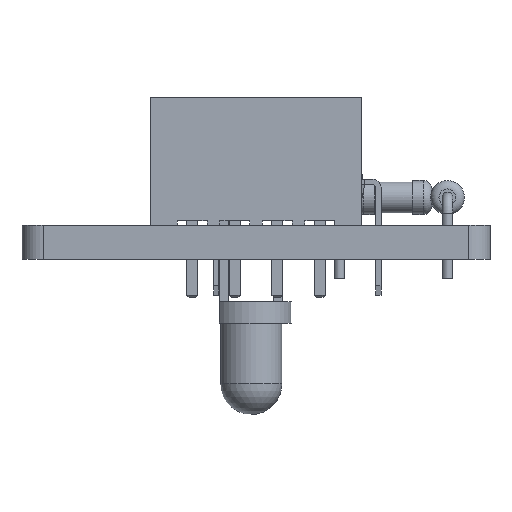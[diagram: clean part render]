
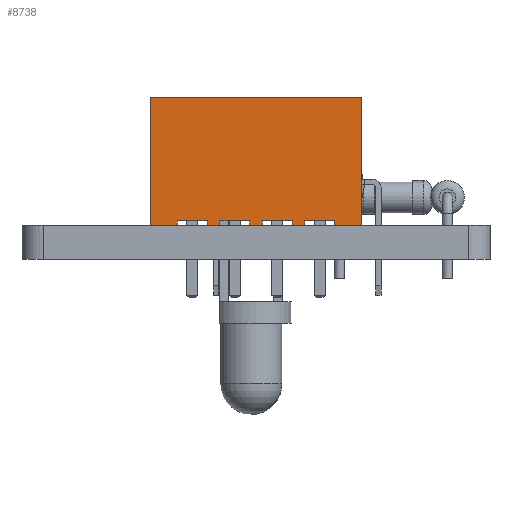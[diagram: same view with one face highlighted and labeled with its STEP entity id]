
A CAD part, left-side view. The second image highlights one B-rep face of the part: STEP entity #8738.
In plain terms, the highlighted face is planar.
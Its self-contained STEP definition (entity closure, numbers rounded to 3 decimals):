
#7446 = VERTEX_POINT('',#7447);
#7447 = CARTESIAN_POINT('',(5.298,0.2,-2.803));
#7453 = EDGE_CURVE('',#7454,#7446,#7456,.T.);
#7454 = VERTEX_POINT('',#7455);
#7455 = CARTESIAN_POINT('',(6.698,0.2,-2.803));
#7456 = LINE('',#7457,#7458);
#7457 = CARTESIAN_POINT('',(5.298,0.2,-2.803));
#7458 = VECTOR('',#7459,1.);
#7459 = DIRECTION('',(-1.,0.,0.));
#7520 = VERTEX_POINT('',#7521);
#7521 = CARTESIAN_POINT('',(3.298,0.2,-2.803));
#7527 = EDGE_CURVE('',#7528,#7520,#7530,.T.);
#7528 = VERTEX_POINT('',#7529);
#7529 = CARTESIAN_POINT('',(4.698,0.2,-2.803));
#7530 = LINE('',#7531,#7532);
#7531 = CARTESIAN_POINT('',(3.298,0.2,-2.803));
#7532 = VECTOR('',#7533,1.);
#7533 = DIRECTION('',(-1.,0.,0.));
#7594 = VERTEX_POINT('',#7595);
#7595 = CARTESIAN_POINT('',(1.298,0.2,-2.803));
#7601 = EDGE_CURVE('',#7602,#7594,#7604,.T.);
#7602 = VERTEX_POINT('',#7603);
#7603 = CARTESIAN_POINT('',(2.698,0.2,-2.803));
#7604 = LINE('',#7605,#7606);
#7605 = CARTESIAN_POINT('',(1.298,0.2,-2.803));
#7606 = VECTOR('',#7607,1.);
#7607 = DIRECTION('',(-1.,0.,0.));
#7657 = EDGE_CURVE('',#7658,#7660,#7662,.T.);
#7658 = VERTEX_POINT('',#7659);
#7659 = CARTESIAN_POINT('',(1.298,0.,-2.803));
#7660 = VERTEX_POINT('',#7661);
#7661 = CARTESIAN_POINT('',(0.698,0.,-2.803));
#7662 = LINE('',#7663,#7664);
#7663 = CARTESIAN_POINT('',(7.948,0.,-2.803));
#7664 = VECTOR('',#7665,1.);
#7665 = DIRECTION('',(-1.,0.,0.));
#7708 = VERTEX_POINT('',#7709);
#7709 = CARTESIAN_POINT('',(2.698,0.,-2.803));
#7715 = EDGE_CURVE('',#7716,#7708,#7718,.T.);
#7716 = VERTEX_POINT('',#7717);
#7717 = CARTESIAN_POINT('',(3.298,0.,-2.803));
#7718 = LINE('',#7719,#7720);
#7719 = CARTESIAN_POINT('',(7.948,0.,-2.803));
#7720 = VECTOR('',#7721,1.);
#7721 = DIRECTION('',(-1.,0.,0.));
#7748 = VERTEX_POINT('',#7749);
#7749 = CARTESIAN_POINT('',(4.698,0.,-2.803));
#7755 = EDGE_CURVE('',#7756,#7748,#7758,.T.);
#7756 = VERTEX_POINT('',#7757);
#7757 = CARTESIAN_POINT('',(5.298,0.,-2.803));
#7758 = LINE('',#7759,#7760);
#7759 = CARTESIAN_POINT('',(7.948,0.,-2.803));
#7760 = VECTOR('',#7761,1.);
#7761 = DIRECTION('',(-1.,0.,0.));
#7788 = VERTEX_POINT('',#7789);
#7789 = CARTESIAN_POINT('',(-0.702,0.2,-2.803));
#7795 = EDGE_CURVE('',#7796,#7788,#7798,.T.);
#7796 = VERTEX_POINT('',#7797);
#7797 = CARTESIAN_POINT('',(0.698,0.2,-2.803));
#7798 = LINE('',#7799,#7800);
#7799 = CARTESIAN_POINT('',(-0.702,0.2,-2.803));
#7800 = VECTOR('',#7801,1.);
#7801 = DIRECTION('',(-1.,0.,0.));
#8106 = VERTEX_POINT('',#8107);
#8107 = CARTESIAN_POINT('',(7.948,6.,-2.803));
#8113 = EDGE_CURVE('',#8106,#8114,#8116,.T.);
#8114 = VERTEX_POINT('',#8115);
#8115 = CARTESIAN_POINT('',(-1.952,6.,-2.803));
#8116 = LINE('',#8117,#8118);
#8117 = CARTESIAN_POINT('',(7.948,6.,-2.803));
#8118 = VECTOR('',#8119,1.);
#8119 = DIRECTION('',(-1.,0.,0.));
#8280 = VERTEX_POINT('',#8281);
#8281 = CARTESIAN_POINT('',(7.948,0.,-2.803));
#8287 = EDGE_CURVE('',#8106,#8280,#8288,.T.);
#8288 = LINE('',#8289,#8290);
#8289 = CARTESIAN_POINT('',(7.948,6.,-2.803));
#8290 = VECTOR('',#8291,1.);
#8291 = DIRECTION('',(-0.,-1.,-0.));
#8582 = EDGE_CURVE('',#8583,#8585,#8587,.T.);
#8583 = VERTEX_POINT('',#8584);
#8584 = CARTESIAN_POINT('',(-0.702,0.,-2.803));
#8585 = VERTEX_POINT('',#8586);
#8586 = CARTESIAN_POINT('',(-1.952,0.,-2.803));
#8587 = LINE('',#8588,#8589);
#8588 = CARTESIAN_POINT('',(7.948,0.,-2.803));
#8589 = VECTOR('',#8590,1.);
#8590 = DIRECTION('',(-1.,0.,0.));
#8738 = ADVANCED_FACE('',(#8739),#8813,.F.);
#8739 = FACE_BOUND('',#8740,.T.);
#8740 = EDGE_LOOP('',(#8741,#8742,#8748,#8749,#8755,#8756,#8762,#8763,
    #8769,#8770,#8771,#8779,#8785,#8786,#8792,#8793,#8799,#8800,#8806,
    #8807));
#8741 = ORIENTED_EDGE('',*,*,#7601,.T.);
#8742 = ORIENTED_EDGE('',*,*,#8743,.T.);
#8743 = EDGE_CURVE('',#7594,#7658,#8744,.T.);
#8744 = LINE('',#8745,#8746);
#8745 = CARTESIAN_POINT('',(1.298,0.2,-2.803));
#8746 = VECTOR('',#8747,1.);
#8747 = DIRECTION('',(0.,-1.,0.));
#8748 = ORIENTED_EDGE('',*,*,#7657,.T.);
#8749 = ORIENTED_EDGE('',*,*,#8750,.T.);
#8750 = EDGE_CURVE('',#7660,#7796,#8751,.T.);
#8751 = LINE('',#8752,#8753);
#8752 = CARTESIAN_POINT('',(0.698,0.2,-2.803));
#8753 = VECTOR('',#8754,1.);
#8754 = DIRECTION('',(0.,1.,0.));
#8755 = ORIENTED_EDGE('',*,*,#7795,.T.);
#8756 = ORIENTED_EDGE('',*,*,#8757,.T.);
#8757 = EDGE_CURVE('',#7788,#8583,#8758,.T.);
#8758 = LINE('',#8759,#8760);
#8759 = CARTESIAN_POINT('',(-0.702,0.2,-2.803));
#8760 = VECTOR('',#8761,1.);
#8761 = DIRECTION('',(0.,-1.,0.));
#8762 = ORIENTED_EDGE('',*,*,#8582,.T.);
#8763 = ORIENTED_EDGE('',*,*,#8764,.F.);
#8764 = EDGE_CURVE('',#8114,#8585,#8765,.T.);
#8765 = LINE('',#8766,#8767);
#8766 = CARTESIAN_POINT('',(-1.952,6.,-2.803));
#8767 = VECTOR('',#8768,1.);
#8768 = DIRECTION('',(-0.,-1.,-0.));
#8769 = ORIENTED_EDGE('',*,*,#8113,.F.);
#8770 = ORIENTED_EDGE('',*,*,#8287,.T.);
#8771 = ORIENTED_EDGE('',*,*,#8772,.T.);
#8772 = EDGE_CURVE('',#8280,#8773,#8775,.T.);
#8773 = VERTEX_POINT('',#8774);
#8774 = CARTESIAN_POINT('',(6.698,0.,-2.803));
#8775 = LINE('',#8776,#8777);
#8776 = CARTESIAN_POINT('',(7.948,0.,-2.803));
#8777 = VECTOR('',#8778,1.);
#8778 = DIRECTION('',(-1.,0.,0.));
#8779 = ORIENTED_EDGE('',*,*,#8780,.T.);
#8780 = EDGE_CURVE('',#8773,#7454,#8781,.T.);
#8781 = LINE('',#8782,#8783);
#8782 = CARTESIAN_POINT('',(6.698,0.2,-2.803));
#8783 = VECTOR('',#8784,1.);
#8784 = DIRECTION('',(0.,1.,0.));
#8785 = ORIENTED_EDGE('',*,*,#7453,.T.);
#8786 = ORIENTED_EDGE('',*,*,#8787,.T.);
#8787 = EDGE_CURVE('',#7446,#7756,#8788,.T.);
#8788 = LINE('',#8789,#8790);
#8789 = CARTESIAN_POINT('',(5.298,0.2,-2.803));
#8790 = VECTOR('',#8791,1.);
#8791 = DIRECTION('',(0.,-1.,0.));
#8792 = ORIENTED_EDGE('',*,*,#7755,.T.);
#8793 = ORIENTED_EDGE('',*,*,#8794,.T.);
#8794 = EDGE_CURVE('',#7748,#7528,#8795,.T.);
#8795 = LINE('',#8796,#8797);
#8796 = CARTESIAN_POINT('',(4.698,0.2,-2.803));
#8797 = VECTOR('',#8798,1.);
#8798 = DIRECTION('',(0.,1.,0.));
#8799 = ORIENTED_EDGE('',*,*,#7527,.T.);
#8800 = ORIENTED_EDGE('',*,*,#8801,.T.);
#8801 = EDGE_CURVE('',#7520,#7716,#8802,.T.);
#8802 = LINE('',#8803,#8804);
#8803 = CARTESIAN_POINT('',(3.298,0.2,-2.803));
#8804 = VECTOR('',#8805,1.);
#8805 = DIRECTION('',(0.,-1.,0.));
#8806 = ORIENTED_EDGE('',*,*,#7715,.T.);
#8807 = ORIENTED_EDGE('',*,*,#8808,.T.);
#8808 = EDGE_CURVE('',#7708,#7602,#8809,.T.);
#8809 = LINE('',#8810,#8811);
#8810 = CARTESIAN_POINT('',(2.698,0.2,-2.803));
#8811 = VECTOR('',#8812,1.);
#8812 = DIRECTION('',(0.,1.,0.));
#8813 = PLANE('',#8814);
#8814 = AXIS2_PLACEMENT_3D('',#8815,#8816,#8817);
#8815 = CARTESIAN_POINT('',(7.948,6.,-2.803));
#8816 = DIRECTION('',(0.,0.,1.));
#8817 = DIRECTION('',(1.,0.,0.));
